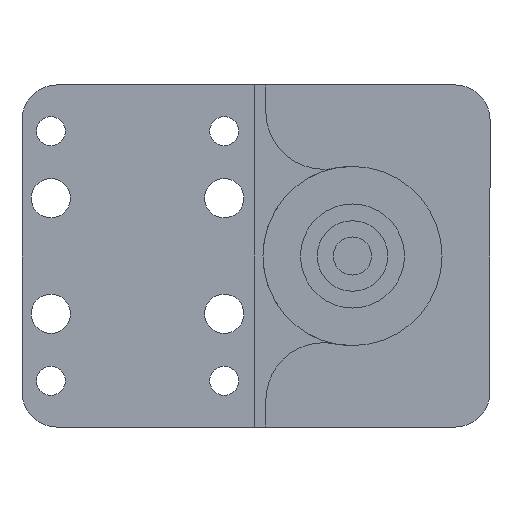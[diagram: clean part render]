
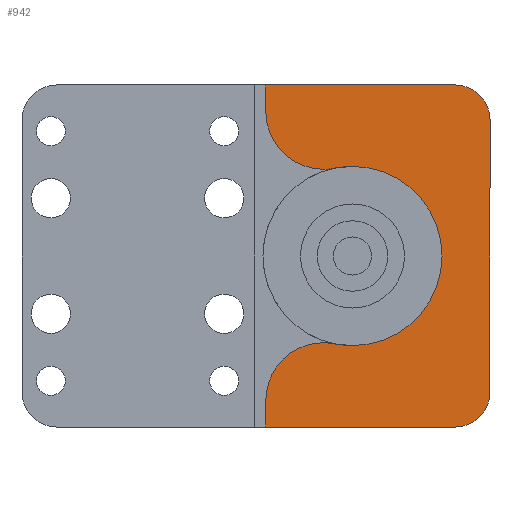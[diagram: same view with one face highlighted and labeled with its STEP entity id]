
A CAD part, left-side view. The second image highlights one B-rep face of the part: STEP entity #942.
In plain terms, the highlighted planar face has unit normal (-1, 0, 0).
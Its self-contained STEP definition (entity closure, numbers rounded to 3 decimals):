
#1 = VERTEX_POINT ( 'NONE', #1675 ) ;
#14 = ORIENTED_EDGE ( 'NONE', *, *, #422, .T. ) ;
#20 = VERTEX_POINT ( 'NONE', #1663 ) ;
#57 = LINE ( 'NONE', #390, #573 ) ;
#58 = ORIENTED_EDGE ( 'NONE', *, *, #725, .T. ) ;
#85 = CARTESIAN_POINT ( 'NONE',  ( -5., -24.2, 49.109 ) ) ;
#109 = VERTEX_POINT ( 'NONE', #1259 ) ;
#129 = ORIENTED_EDGE ( 'NONE', *, *, #722, .F. ) ;
#143 = CIRCLE ( 'NONE', #1601, 3. ) ;
#144 = DIRECTION ( 'NONE',  ( 0., 0., 1. ) ) ;
#170 = DIRECTION ( 'NONE',  ( -1., 0., 0. ) ) ;
#171 = EDGE_CURVE ( 'NONE', #1928, #1551, #743, .T. ) ;
#174 = CIRCLE ( 'NONE', #1595, 5. ) ;
#188 = VERTEX_POINT ( 'NONE', #948 ) ;
#190 = VERTEX_POINT ( 'NONE', #963 ) ;
#191 = DIRECTION ( 'NONE',  ( 0., 0., 1. ) ) ;
#248 = AXIS2_PLACEMENT_3D ( 'NONE', #884, #1836, #1537 ) ;
#251 = CIRCLE ( 'NONE', #1776, 7.75 ) ;
#269 = LINE ( 'NONE', #1400, #1058 ) ;
#350 = AXIS2_PLACEMENT_3D ( 'NONE', #674, #664, #1293 ) ;
#367 = CARTESIAN_POINT ( 'NONE',  ( -5., -40.6, 46.811 ) ) ;
#372 = EDGE_CURVE ( 'NONE', #188, #1023, #1160, .T. ) ;
#387 = ORIENTED_EDGE ( 'NONE', *, *, #1412, .F. ) ;
#390 = CARTESIAN_POINT ( 'NONE',  ( -5., -36.6, 76.411 ) ) ;
#416 = EDGE_CURVE ( 'NONE', #1375, #20, #269, .T. ) ;
#422 = EDGE_CURVE ( 'NONE', #1375, #1, #143, .T. ) ;
#437 = CARTESIAN_POINT ( 'NONE',  ( -5., -24.2, 74.114 ) ) ;
#457 = CARTESIAN_POINT ( 'NONE',  ( -5., -29.2, 49.109 ) ) ;
#465 = ORIENTED_EDGE ( 'NONE', *, *, #1213, .F. ) ;
#473 = CARTESIAN_POINT ( 'NONE',  ( -5., -31.7, 61.611 ) ) ;
#488 = CARTESIAN_POINT ( 'NONE',  ( -5., -29.2, 74.114 ) ) ;
#491 = ORIENTED_EDGE ( 'NONE', *, *, #791, .T. ) ;
#515 = DIRECTION ( 'NONE',  ( -1., 0., 0. ) ) ;
#546 = CARTESIAN_POINT ( 'NONE',  ( -5., -40.6, 76.411 ) ) ;
#573 = VECTOR ( 'NONE', #1540, 1000. ) ;
#600 = DIRECTION ( 'NONE',  ( 0., 0., 1. ) ) ;
#624 = LINE ( 'NONE', #1592, #1290 ) ;
#664 = DIRECTION ( 'NONE',  ( -1., 0., 0. ) ) ;
#674 = CARTESIAN_POINT ( 'NONE',  ( -5., -31.7, 61.611 ) ) ;
#682 = CARTESIAN_POINT ( 'NONE',  ( -5., -40.6, 49.811 ) ) ;
#722 = EDGE_CURVE ( 'NONE', #1928, #188, #1566, .T. ) ;
#725 = EDGE_CURVE ( 'NONE', #1629, #1334, #2043, .T. ) ;
#727 = CARTESIAN_POINT ( 'NONE',  ( -5., -43.6, 55.15 ) ) ;
#743 = CIRCLE ( 'NONE', #1024, 5. ) ;
#750 = DIRECTION ( 'NONE',  ( -1., 0., 0. ) ) ;
#751 = ORIENTED_EDGE ( 'NONE', *, *, #1954, .T. ) ;
#783 = CIRCLE ( 'NONE', #248, 3. ) ;
#791 = EDGE_CURVE ( 'NONE', #109, #859, #783, .T. ) ;
#797 = DIRECTION ( 'NONE',  ( -1., 0., 0. ) ) ;
#859 = VERTEX_POINT ( 'NONE', #546 ) ;
#873 = CARTESIAN_POINT ( 'NONE',  ( -5., -30.18, 69.211 ) ) ;
#884 = CARTESIAN_POINT ( 'NONE',  ( -5., -40.6, 73.411 ) ) ;
#888 = VECTOR ( 'NONE', #191, 1000. ) ;
#922 = DIRECTION ( 'NONE',  ( 0., 0., 1. ) ) ;
#942 = ADVANCED_FACE ( 'NONE', ( #1005 ), #981, .T. ) ;
#948 = CARTESIAN_POINT ( 'NONE',  ( -5., -31.7, 53.861 ) ) ;
#963 = CARTESIAN_POINT ( 'NONE',  ( -5., -24.2, 76.411 ) ) ;
#981 = PLANE ( 'NONE',  #1027 ) ;
#1005 = FACE_OUTER_BOUND ( 'NONE', #1861, .T. ) ;
#1014 = DIRECTION ( 'NONE',  ( 0., 1., 0. ) ) ;
#1023 = VERTEX_POINT ( 'NONE', #1976 ) ;
#1024 = AXIS2_PLACEMENT_3D ( 'NONE', #457, #1417, #1110 ) ;
#1025 = CARTESIAN_POINT ( 'NONE',  ( -5., -36.6, 24.75 ) ) ;
#1027 = AXIS2_PLACEMENT_3D ( 'NONE', #1025, #1957, #1818 ) ;
#1058 = VECTOR ( 'NONE', #1014, 1000. ) ;
#1062 = LINE ( 'NONE', #727, #1392 ) ;
#1082 = CARTESIAN_POINT ( 'NONE',  ( -5., -29.2, 74.114 ) ) ;
#1106 = ORIENTED_EDGE ( 'NONE', *, *, #171, .T. ) ;
#1110 = DIRECTION ( 'NONE',  ( 0., 0., 1. ) ) ;
#1153 = CARTESIAN_POINT ( 'NONE',  ( -5., -31.7, 61.611 ) ) ;
#1160 = CIRCLE ( 'NONE', #2040, 7.75 ) ;
#1213 = EDGE_CURVE ( 'NONE', #1023, #1940, #251, .T. ) ;
#1259 = CARTESIAN_POINT ( 'NONE',  ( -5., -43.6, 73.411 ) ) ;
#1290 = VECTOR ( 'NONE', #600, 1000. ) ;
#1293 = DIRECTION ( 'NONE',  ( 0., 0., 1. ) ) ;
#1326 = DIRECTION ( 'NONE',  ( 0., 0., 1. ) ) ;
#1334 = VERTEX_POINT ( 'NONE', #1502 ) ;
#1359 = CARTESIAN_POINT ( 'NONE',  ( -5., -30.18, 54.012 ) ) ;
#1374 = ORIENTED_EDGE ( 'NONE', *, *, #1681, .F. ) ;
#1375 = VERTEX_POINT ( 'NONE', #367 ) ;
#1392 = VECTOR ( 'NONE', #2025, 1000. ) ;
#1400 = CARTESIAN_POINT ( 'NONE',  ( -5., 17.4, 46.811 ) ) ;
#1412 = EDGE_CURVE ( 'NONE', #20, #1551, #1480, .T. ) ;
#1417 = DIRECTION ( 'NONE',  ( -1., 0., 0. ) ) ;
#1480 = LINE ( 'NONE', #1644, #888 ) ;
#1502 = CARTESIAN_POINT ( 'NONE',  ( -5., -29.2, 69.114 ) ) ;
#1534 = AXIS2_PLACEMENT_3D ( 'NONE', #488, #170, #1326 ) ;
#1537 = DIRECTION ( 'NONE',  ( 0., 0., 1. ) ) ;
#1540 = DIRECTION ( 'NONE',  ( 0., -1., 0. ) ) ;
#1545 = EDGE_CURVE ( 'NONE', #190, #859, #57, .T. ) ;
#1551 = VERTEX_POINT ( 'NONE', #85 ) ;
#1552 = ORIENTED_EDGE ( 'NONE', *, *, #416, .F. ) ;
#1558 = DIRECTION ( 'NONE',  ( -1., 0., 0. ) ) ;
#1566 = CIRCLE ( 'NONE', #350, 7.75 ) ;
#1574 = ORIENTED_EDGE ( 'NONE', *, *, #372, .F. ) ;
#1592 = CARTESIAN_POINT ( 'NONE',  ( -5., -24.2, 46.811 ) ) ;
#1595 = AXIS2_PLACEMENT_3D ( 'NONE', #1082, #750, #1744 ) ;
#1601 = AXIS2_PLACEMENT_3D ( 'NONE', #682, #1558, #1817 ) ;
#1629 = VERTEX_POINT ( 'NONE', #437 ) ;
#1638 = EDGE_CURVE ( 'NONE', #1334, #1940, #174, .T. ) ;
#1641 = ORIENTED_EDGE ( 'NONE', *, *, #1638, .T. ) ;
#1644 = CARTESIAN_POINT ( 'NONE',  ( -5., -24.2, 46.811 ) ) ;
#1663 = CARTESIAN_POINT ( 'NONE',  ( -5., -24.2, 46.811 ) ) ;
#1675 = CARTESIAN_POINT ( 'NONE',  ( -5., -43.6, 49.811 ) ) ;
#1681 = EDGE_CURVE ( 'NONE', #1629, #190, #624, .T. ) ;
#1744 = DIRECTION ( 'NONE',  ( 0., 0., 1. ) ) ;
#1766 = ORIENTED_EDGE ( 'NONE', *, *, #1545, .F. ) ;
#1776 = AXIS2_PLACEMENT_3D ( 'NONE', #473, #797, #922 ) ;
#1817 = DIRECTION ( 'NONE',  ( 0., 0., 1. ) ) ;
#1818 = DIRECTION ( 'NONE',  ( 0., 0., 1. ) ) ;
#1836 = DIRECTION ( 'NONE',  ( -1., 0., 0. ) ) ;
#1861 = EDGE_LOOP ( 'NONE', ( #129, #1106, #387, #1552, #14, #751, #491, #1766, #1374, #58, #1641, #465, #1574 ) ) ;
#1928 = VERTEX_POINT ( 'NONE', #1359 ) ;
#1940 = VERTEX_POINT ( 'NONE', #873 ) ;
#1954 = EDGE_CURVE ( 'NONE', #1, #109, #1062, .T. ) ;
#1957 = DIRECTION ( 'NONE',  ( -1., 0., 0. ) ) ;
#1976 = CARTESIAN_POINT ( 'NONE',  ( -5., -31.7, 69.361 ) ) ;
#2025 = DIRECTION ( 'NONE',  ( 0., 0., 1. ) ) ;
#2040 = AXIS2_PLACEMENT_3D ( 'NONE', #1153, #515, #144 ) ;
#2043 = CIRCLE ( 'NONE', #1534, 5. ) ;
